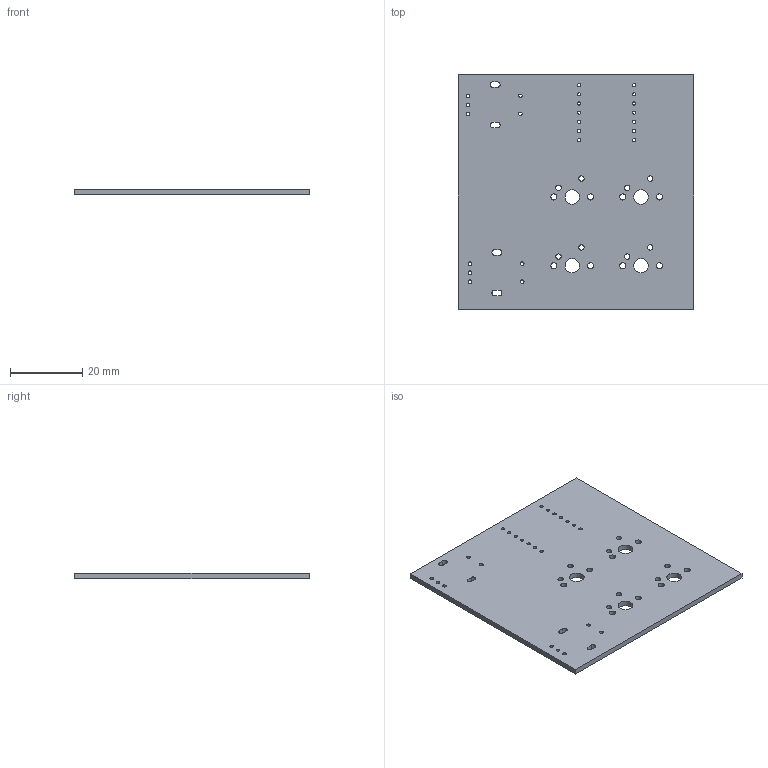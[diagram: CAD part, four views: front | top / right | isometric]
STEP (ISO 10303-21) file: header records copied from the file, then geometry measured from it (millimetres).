
FILE_DESCRIPTION(('KiCad electronic assembly'),'2;1');
FILE_NAME('Kicad files.step','2026-01-07T17:12:05',('Pcbnew'),('Kicad'), 'Open CASCADE STEP processor 7.9','KiCad to STEP converter','Unknown' );
FILE_SCHEMA(('AUTOMOTIVE_DESIGN { 1 0 10303 214 1 1 1 1 }'));
Length unit declared in the file: millimetre
Products named in the file (2): Kicad files 1; Kicad files_PCB
Assembly tree (1 placements, depth 2):
  Kicad files 1
    Kicad files_PCB
Bounding box: 65.13 x 64.91 x 1.51 mm (x, y, z)
Volume: 6210.7 mm3; surface area: 8966.7 mm2
Topology: 1 solids, 1 shells, 66 faces, 192 edges, 128 vertices
Faces by surface type: cylinder 52, plane 14
Full cylindrical faces by diameter (mm): 0.889 x14, 1 x10, 1.5 x8, 1.7 x8, 4 x4
Entity records: 2469 total; most frequent: DIRECTION 432, CARTESIAN_POINT 388, ORIENTED_EDGE 384, EDGE_CURVE 192, AXIS2_PLACEMENT_3D 172, FACE_BOUND 162, EDGE_LOOP 162, VERTEX_POINT 128
